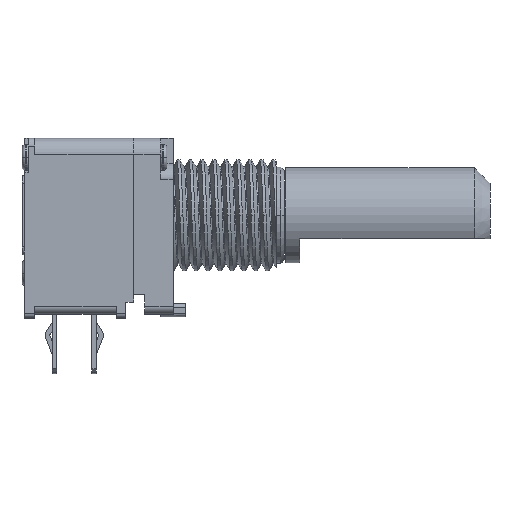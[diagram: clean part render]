
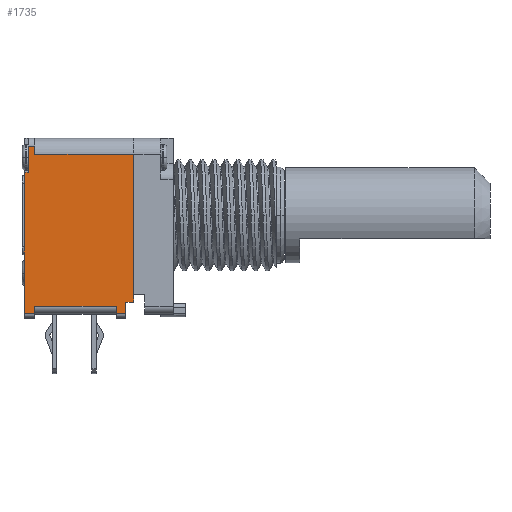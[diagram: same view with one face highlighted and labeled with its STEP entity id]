
A CAD part, left-side view. The second image highlights one B-rep face of the part: STEP entity #1735.
In plain terms, the highlighted planar face has unit normal (-1, 0, 0).
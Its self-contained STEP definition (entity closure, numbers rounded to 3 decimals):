
#1735 = ADVANCED_FACE('',(#1736),#1858,.T.);
#1736 = FACE_BOUND('',#1737,.T.);
#1737 = EDGE_LOOP('',(#1738,#1748,#1756,#1764,#1772,#1780,#1788,#1796,
    #1804,#1812,#1820,#1828,#1836,#1844,#1852));
#1738 = ORIENTED_EDGE('',*,*,#1739,.F.);
#1739 = EDGE_CURVE('',#1740,#1742,#1744,.T.);
#1740 = VERTEX_POINT('',#1741);
#1741 = CARTESIAN_POINT('',(-4.75,2.5,1.5));
#1742 = VERTEX_POINT('',#1743);
#1743 = CARTESIAN_POINT('',(-4.75,2.5,1.));
#1744 = LINE('',#1745,#1746);
#1745 = CARTESIAN_POINT('',(-4.75,2.5,11.35));
#1746 = VECTOR('',#1747,1.);
#1747 = DIRECTION('',(0.,0.,-1.));
#1748 = ORIENTED_EDGE('',*,*,#1749,.T.);
#1749 = EDGE_CURVE('',#1740,#1750,#1752,.T.);
#1750 = VERTEX_POINT('',#1751);
#1751 = CARTESIAN_POINT('',(-4.75,2.5,10.35));
#1752 = LINE('',#1753,#1754);
#1753 = CARTESIAN_POINT('',(-4.75,2.5,1.5));
#1754 = VECTOR('',#1755,1.);
#1755 = DIRECTION('',(0.,0.,1.));
#1756 = ORIENTED_EDGE('',*,*,#1757,.T.);
#1757 = EDGE_CURVE('',#1750,#1758,#1760,.T.);
#1758 = VERTEX_POINT('',#1759);
#1759 = CARTESIAN_POINT('',(-4.75,8.75,10.35));
#1760 = LINE('',#1761,#1762);
#1761 = CARTESIAN_POINT('',(-4.75,-12.885,10.35));
#1762 = VECTOR('',#1763,1.);
#1763 = DIRECTION('',(0.,1.,0.));
#1764 = ORIENTED_EDGE('',*,*,#1765,.T.);
#1765 = EDGE_CURVE('',#1758,#1766,#1768,.T.);
#1766 = VERTEX_POINT('',#1767);
#1767 = CARTESIAN_POINT('',(-4.75,8.75,10.85));
#1768 = LINE('',#1769,#1770);
#1769 = CARTESIAN_POINT('',(-4.75,8.75,10.85));
#1770 = VECTOR('',#1771,1.);
#1771 = DIRECTION('',(0.,0.,1.));
#1772 = ORIENTED_EDGE('',*,*,#1773,.F.);
#1773 = EDGE_CURVE('',#1774,#1766,#1776,.T.);
#1774 = VERTEX_POINT('',#1775);
#1775 = CARTESIAN_POINT('',(-4.75,9.15,10.85));
#1776 = LINE('',#1777,#1778);
#1777 = CARTESIAN_POINT('',(-4.75,9.4,10.85));
#1778 = VECTOR('',#1779,1.);
#1779 = DIRECTION('',(0.,-1.,0.));
#1780 = ORIENTED_EDGE('',*,*,#1781,.T.);
#1781 = EDGE_CURVE('',#1774,#1782,#1784,.T.);
#1782 = VERTEX_POINT('',#1783);
#1783 = CARTESIAN_POINT('',(-4.75,9.15,9.2));
#1784 = LINE('',#1785,#1786);
#1785 = CARTESIAN_POINT('',(-4.75,9.15,9.2));
#1786 = VECTOR('',#1787,1.);
#1787 = DIRECTION('',(0.,0.,-1.));
#1788 = ORIENTED_EDGE('',*,*,#1789,.T.);
#1789 = EDGE_CURVE('',#1782,#1790,#1792,.T.);
#1790 = VERTEX_POINT('',#1791);
#1791 = CARTESIAN_POINT('',(-4.75,9.4,9.2));
#1792 = LINE('',#1793,#1794);
#1793 = CARTESIAN_POINT('',(-4.75,5.881,9.2));
#1794 = VECTOR('',#1795,1.);
#1795 = DIRECTION('',(0.,1.,0.));
#1796 = ORIENTED_EDGE('',*,*,#1797,.F.);
#1797 = EDGE_CURVE('',#1798,#1790,#1800,.T.);
#1798 = VERTEX_POINT('',#1799);
#1799 = CARTESIAN_POINT('',(-4.75,9.4,0.3));
#1800 = LINE('',#1801,#1802);
#1801 = CARTESIAN_POINT('',(-4.75,9.4,10.85));
#1802 = VECTOR('',#1803,1.);
#1803 = DIRECTION('',(0.,0.,1.));
#1804 = ORIENTED_EDGE('',*,*,#1805,.T.);
#1805 = EDGE_CURVE('',#1798,#1806,#1808,.T.);
#1806 = VERTEX_POINT('',#1807);
#1807 = CARTESIAN_POINT('',(-4.75,8.75,0.3));
#1808 = LINE('',#1809,#1810);
#1809 = CARTESIAN_POINT('',(-4.75,9.4,0.3));
#1810 = VECTOR('',#1811,1.);
#1811 = DIRECTION('',(0.,-1.,0.));
#1812 = ORIENTED_EDGE('',*,*,#1813,.T.);
#1813 = EDGE_CURVE('',#1806,#1814,#1816,.T.);
#1814 = VERTEX_POINT('',#1815);
#1815 = CARTESIAN_POINT('',(-4.75,8.75,0.75));
#1816 = LINE('',#1817,#1818);
#1817 = CARTESIAN_POINT('',(-4.75,8.75,10.85));
#1818 = VECTOR('',#1819,1.);
#1819 = DIRECTION('',(0.,0.,1.));
#1820 = ORIENTED_EDGE('',*,*,#1821,.T.);
#1821 = EDGE_CURVE('',#1814,#1822,#1824,.T.);
#1822 = VERTEX_POINT('',#1823);
#1823 = CARTESIAN_POINT('',(-4.75,3.6,0.75));
#1824 = LINE('',#1825,#1826);
#1825 = CARTESIAN_POINT('',(-4.75,2.5,0.75));
#1826 = VECTOR('',#1827,1.);
#1827 = DIRECTION('',(-0.,-1.,-0.));
#1828 = ORIENTED_EDGE('',*,*,#1829,.T.);
#1829 = EDGE_CURVE('',#1822,#1830,#1832,.T.);
#1830 = VERTEX_POINT('',#1831);
#1831 = CARTESIAN_POINT('',(-4.75,3.6,0.3));
#1832 = LINE('',#1833,#1834);
#1833 = CARTESIAN_POINT('',(-4.75,3.6,-1.074));
#1834 = VECTOR('',#1835,1.);
#1835 = DIRECTION('',(0.,0.,-1.));
#1836 = ORIENTED_EDGE('',*,*,#1837,.T.);
#1837 = EDGE_CURVE('',#1830,#1838,#1840,.T.);
#1838 = VERTEX_POINT('',#1839);
#1839 = CARTESIAN_POINT('',(-4.75,3.,0.3));
#1840 = LINE('',#1841,#1842);
#1841 = CARTESIAN_POINT('',(-4.75,2.5,0.3));
#1842 = VECTOR('',#1843,1.);
#1843 = DIRECTION('',(-0.,-1.,-0.));
#1844 = ORIENTED_EDGE('',*,*,#1845,.F.);
#1845 = EDGE_CURVE('',#1846,#1838,#1848,.T.);
#1846 = VERTEX_POINT('',#1847);
#1847 = CARTESIAN_POINT('',(-4.75,3.,1.));
#1848 = LINE('',#1849,#1850);
#1849 = CARTESIAN_POINT('',(-4.75,3.,11.35));
#1850 = VECTOR('',#1851,1.);
#1851 = DIRECTION('',(0.,0.,-1.));
#1852 = ORIENTED_EDGE('',*,*,#1853,.T.);
#1853 = EDGE_CURVE('',#1846,#1742,#1854,.T.);
#1854 = LINE('',#1855,#1856);
#1855 = CARTESIAN_POINT('',(-4.75,2.5,1.));
#1856 = VECTOR('',#1857,1.);
#1857 = DIRECTION('',(0.,-1.,0.));
#1858 = PLANE('',#1859);
#1859 = AXIS2_PLACEMENT_3D('',#1860,#1861,#1862);
#1860 = CARTESIAN_POINT('',(-4.75,-13.085,1.5));
#1861 = DIRECTION('',(-1.,0.,0.));
#1862 = DIRECTION('',(0.,0.,-1.));
